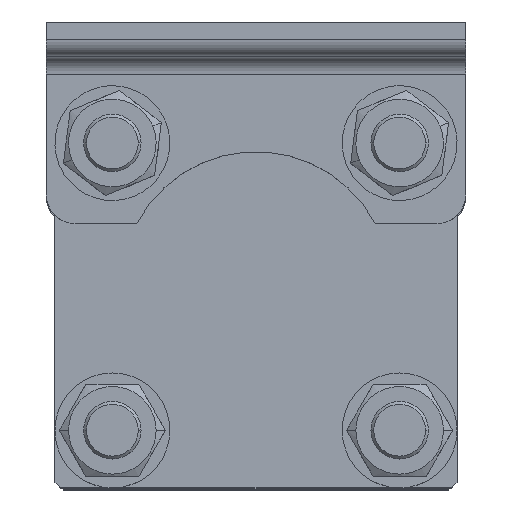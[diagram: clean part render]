
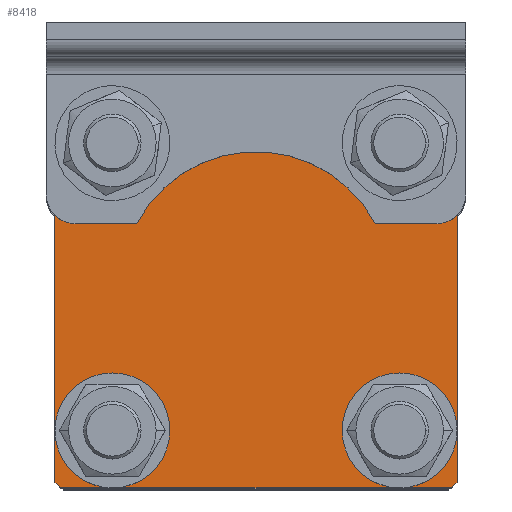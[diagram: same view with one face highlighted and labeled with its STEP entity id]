
A CAD part, top view. The second image highlights one B-rep face of the part: STEP entity #8418.
In plain terms, the highlighted planar face has unit normal (0, 0, 1).
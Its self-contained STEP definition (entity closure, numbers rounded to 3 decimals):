
#962 = CARTESIAN_POINT ( 'NONE',  ( 19.5, 25., 15. ) ) ;
#969 = CARTESIAN_POINT ( 'NONE',  ( 35., 34., 15. ) ) ;
#970 = VERTEX_POINT ( 'NONE', #7945 ) ;
#976 = VERTEX_POINT ( 'NONE', #962 ) ;
#979 = VERTEX_POINT ( 'NONE', #969 ) ;
#991 = VERTEX_POINT ( 'NONE', #7969 ) ;
#996 = VERTEX_POINT ( 'NONE', #7964 ) ;
#1003 = VERTEX_POINT ( 'NONE', #7957 ) ;
#1043 = DIRECTION ( 'NONE',  ( 0., 1., 0. ) ) ;
#1047 = CARTESIAN_POINT ( 'NONE',  ( 35., -35., 15. ) ) ;
#1050 = CARTESIAN_POINT ( 'NONE',  ( -35., -35., 15. ) ) ;
#1051 = DIRECTION ( 'NONE',  ( 1., 0., 0. ) ) ;
#1059 = CARTESIAN_POINT ( 'NONE',  ( -35., 35., 15. ) ) ;
#1060 = DIRECTION ( 'NONE',  ( -1., 0., 0. ) ) ;
#1067 = CARTESIAN_POINT ( 'NONE',  ( -35., -35., 15. ) ) ;
#1068 = DIRECTION ( 'NONE',  ( 0., -1., 0. ) ) ;
#1078 = CARTESIAN_POINT ( 'NONE',  ( -25., 25., 15. ) ) ;
#1079 = DIRECTION ( 'NONE',  ( 0., 0., -1. ) ) ;
#1080 = DIRECTION ( 'NONE',  ( -1., 0., 0. ) ) ;
#1081 = CARTESIAN_POINT ( 'NONE',  ( -25., -25., 15. ) ) ;
#1082 = DIRECTION ( 'NONE',  ( 0., 0., -1. ) ) ;
#1083 = DIRECTION ( 'NONE',  ( -1., 0., 0. ) ) ;
#1084 = CARTESIAN_POINT ( 'NONE',  ( -34., -35., 15. ) ) ;
#1085 = DIRECTION ( 'NONE',  ( 0.707, -0.707, 0. ) ) ;
#1086 = CARTESIAN_POINT ( 'NONE',  ( 25., -25., 15. ) ) ;
#1087 = DIRECTION ( 'NONE',  ( 0., 0., -1. ) ) ;
#1088 = DIRECTION ( 'NONE',  ( -1., 0., 0. ) ) ;
#1089 = CARTESIAN_POINT ( 'NONE',  ( 25., 25., 15. ) ) ;
#1090 = DIRECTION ( 'NONE',  ( 0., 0., -1. ) ) ;
#1091 = DIRECTION ( 'NONE',  ( -1., 0., 0. ) ) ;
#1153 = CARTESIAN_POINT ( 'NONE',  ( -30.5, 25., 15. ) ) ;
#1157 = CARTESIAN_POINT ( 'NONE',  ( -30.5, -25., 15. ) ) ;
#1162 = CARTESIAN_POINT ( 'NONE',  ( -19.5, -25., 15. ) ) ;
#1164 = CARTESIAN_POINT ( 'NONE',  ( -19.5, 25., 15. ) ) ;
#1175 = CARTESIAN_POINT ( 'NONE',  ( -35., -34., 15. ) ) ;
#1202 = CARTESIAN_POINT ( 'NONE',  ( -25., -25., 15. ) ) ;
#1203 = DIRECTION ( 'NONE',  ( 0., 0., -1. ) ) ;
#1204 = DIRECTION ( 'NONE',  ( -1., 0., 0. ) ) ;
#1493 = CARTESIAN_POINT ( 'NONE',  ( 0., 0., 15. ) ) ;
#1494 = DIRECTION ( 'NONE',  ( 0., 0., -1. ) ) ;
#1497 = PLANE ( 'NONE',  #4904 ) ;
#1500 = DIRECTION ( 'NONE',  ( -1., 0., 0. ) ) ;
#2205 = LINE ( 'NONE', #1047, #2207 ) ;
#2207 = VECTOR ( 'NONE', #1043, 1000. ) ;
#2210 = LINE ( 'NONE', #1059, #2213 ) ;
#2213 = VECTOR ( 'NONE', #1060, 1000. ) ;
#2218 = LINE ( 'NONE', #1067, #2221 ) ;
#2221 = VECTOR ( 'NONE', #1068, 1000. ) ;
#2224 = LINE ( 'NONE', #1050, #2226 ) ;
#2226 = VECTOR ( 'NONE', #1051, 1000. ) ;
#2227 = CIRCLE ( 'NONE', #4798, 5.5 ) ;
#2229 = CIRCLE ( 'NONE', #4796, 5.5 ) ;
#2231 = CIRCLE ( 'NONE', #4797, 5.5 ) ;
#2233 = CIRCLE ( 'NONE', #4799, 5.5 ) ;
#2234 = LINE ( 'NONE', #1084, #2236 ) ;
#2236 = VECTOR ( 'NONE', #1085, 1000. ) ;
#2263 = CIRCLE ( 'NONE', #4815, 5.5 ) ;
#2419 = FACE_BOUND ( 'NONE', #5763, .T. ) ;
#2422 = FACE_OUTER_BOUND ( 'NONE', #5721, .T. ) ;
#2423 = FACE_BOUND ( 'NONE', #5761, .T. ) ;
#2425 = FACE_BOUND ( 'NONE', #5758, .T. ) ;
#2426 = FACE_BOUND ( 'NONE', #5753, .T. ) ;
#2573 = EDGE_CURVE ( 'NONE', #6976, #6973, #5912, .T. ) ;
#4578 = AXIS2_PLACEMENT_3D ( 'NONE', #7954, #7953, #7952 ) ;
#4671 = AXIS2_PLACEMENT_3D ( 'NONE', #7609, #7610, #7611 ) ;
#4673 = AXIS2_PLACEMENT_3D ( 'NONE', #7654, #7655, #7656 ) ;
#4796 = AXIS2_PLACEMENT_3D ( 'NONE', #1078, #1079, #1080 ) ;
#4797 = AXIS2_PLACEMENT_3D ( 'NONE', #1081, #1082, #1083 ) ;
#4798 = AXIS2_PLACEMENT_3D ( 'NONE', #1086, #1087, #1088 ) ;
#4799 = AXIS2_PLACEMENT_3D ( 'NONE', #1089, #1090, #1091 ) ;
#4815 = AXIS2_PLACEMENT_3D ( 'NONE', #1202, #1203, #1204 ) ;
#4904 = AXIS2_PLACEMENT_3D ( 'NONE', #1493, #1494, #1500 ) ;
#5100 = EDGE_CURVE ( 'NONE', #5415, #5422, #6202, .T. ) ;
#5101 = EDGE_CURVE ( 'NONE', #979, #5419, #6200, .T. ) ;
#5102 = EDGE_CURVE ( 'NONE', #1003, #5420, #6201, .T. ) ;
#5276 = EDGE_CURVE ( 'NONE', #991, #970, #6236, .T. ) ;
#5313 = EDGE_CURVE ( 'NONE', #996, #976, #6246, .T. ) ;
#5415 = VERTEX_POINT ( 'NONE', #7701 ) ;
#5418 = VERTEX_POINT ( 'NONE', #7704 ) ;
#5419 = VERTEX_POINT ( 'NONE', #7705 ) ;
#5420 = VERTEX_POINT ( 'NONE', #7706 ) ;
#5422 = VERTEX_POINT ( 'NONE', #7708 ) ;
#5721 = EDGE_LOOP ( 'NONE', ( #7436, #7422, #7421, #7423, #7435, #7409, #7431, #7433 ) ) ;
#5753 = EDGE_LOOP ( 'NONE', ( #7447, #7446 ) ) ;
#5758 = EDGE_LOOP ( 'NONE', ( #7425, #7434 ) ) ;
#5761 = EDGE_LOOP ( 'NONE', ( #7448, #7451 ) ) ;
#5763 = EDGE_LOOP ( 'NONE', ( #7428, #7424 ) ) ;
#5912 = CIRCLE ( 'NONE', #4578, 5.5 ) ;
#6194 = VECTOR ( 'NONE', #6826, 1000. ) ;
#6197 = VECTOR ( 'NONE', #6828, 1000. ) ;
#6199 = VECTOR ( 'NONE', #6836, 1000. ) ;
#6200 = LINE ( 'NONE', #6830, #6197 ) ;
#6201 = LINE ( 'NONE', #6833, #6199 ) ;
#6202 = LINE ( 'NONE', #6824, #6194 ) ;
#6236 = CIRCLE ( 'NONE', #4671, 5.5 ) ;
#6246 = CIRCLE ( 'NONE', #4673, 5.5 ) ;
#6373 = EDGE_CURVE ( 'NONE', #5422, #979, #2205, .T. ) ;
#6376 = EDGE_CURVE ( 'NONE', #5419, #1003, #2210, .T. ) ;
#6380 = EDGE_CURVE ( 'NONE', #5420, #6988, #2218, .T. ) ;
#6383 = EDGE_CURVE ( 'NONE', #5418, #5415, #2224, .T. ) ;
#6386 = EDGE_CURVE ( 'NONE', #6973, #6976, #2229, .T. ) ;
#6387 = EDGE_CURVE ( 'NONE', #6971, #6972, #2231, .T. ) ;
#6388 = EDGE_CURVE ( 'NONE', #970, #991, #2227, .T. ) ;
#6389 = EDGE_CURVE ( 'NONE', #976, #996, #2233, .T. ) ;
#6390 = EDGE_CURVE ( 'NONE', #6988, #5418, #2234, .T. ) ;
#6824 = CARTESIAN_POINT ( 'NONE',  ( 35., -34., 15. ) ) ;
#6826 = DIRECTION ( 'NONE',  ( 0.707, 0.707, 0. ) ) ;
#6828 = DIRECTION ( 'NONE',  ( -0.707, 0.707, 0. ) ) ;
#6830 = CARTESIAN_POINT ( 'NONE',  ( 34., 35., 15. ) ) ;
#6833 = CARTESIAN_POINT ( 'NONE',  ( -35., 34., 15. ) ) ;
#6836 = DIRECTION ( 'NONE',  ( -0.707, -0.707, 0. ) ) ;
#6971 = VERTEX_POINT ( 'NONE', #1157 ) ;
#6972 = VERTEX_POINT ( 'NONE', #1162 ) ;
#6973 = VERTEX_POINT ( 'NONE', #1153 ) ;
#6976 = VERTEX_POINT ( 'NONE', #1164 ) ;
#6988 = VERTEX_POINT ( 'NONE', #1175 ) ;
#7409 = ORIENTED_EDGE ( 'NONE', *, *, #5101, .T. ) ;
#7421 = ORIENTED_EDGE ( 'NONE', *, *, #6383, .T. ) ;
#7422 = ORIENTED_EDGE ( 'NONE', *, *, #6390, .T. ) ;
#7423 = ORIENTED_EDGE ( 'NONE', *, *, #5100, .T. ) ;
#7424 = ORIENTED_EDGE ( 'NONE', *, *, #5276, .T. ) ;
#7425 = ORIENTED_EDGE ( 'NONE', *, *, #6389, .T. ) ;
#7428 = ORIENTED_EDGE ( 'NONE', *, *, #6388, .T. ) ;
#7431 = ORIENTED_EDGE ( 'NONE', *, *, #6376, .T. ) ;
#7433 = ORIENTED_EDGE ( 'NONE', *, *, #5102, .T. ) ;
#7434 = ORIENTED_EDGE ( 'NONE', *, *, #5313, .T. ) ;
#7435 = ORIENTED_EDGE ( 'NONE', *, *, #6373, .T. ) ;
#7436 = ORIENTED_EDGE ( 'NONE', *, *, #6380, .T. ) ;
#7446 = ORIENTED_EDGE ( 'NONE', *, *, #7988, .T. ) ;
#7447 = ORIENTED_EDGE ( 'NONE', *, *, #6387, .T. ) ;
#7448 = ORIENTED_EDGE ( 'NONE', *, *, #6386, .T. ) ;
#7451 = ORIENTED_EDGE ( 'NONE', *, *, #2573, .T. ) ;
#7609 = CARTESIAN_POINT ( 'NONE',  ( 25., -25., 15. ) ) ;
#7610 = DIRECTION ( 'NONE',  ( 0., 0., -1. ) ) ;
#7611 = DIRECTION ( 'NONE',  ( -1., 0., 0. ) ) ;
#7654 = CARTESIAN_POINT ( 'NONE',  ( 25., 25., 15. ) ) ;
#7655 = DIRECTION ( 'NONE',  ( 0., 0., -1. ) ) ;
#7656 = DIRECTION ( 'NONE',  ( -1., 0., 0. ) ) ;
#7701 = CARTESIAN_POINT ( 'NONE',  ( 34., -35., 15. ) ) ;
#7704 = CARTESIAN_POINT ( 'NONE',  ( -34., -35., 15. ) ) ;
#7705 = CARTESIAN_POINT ( 'NONE',  ( 34., 35., 15. ) ) ;
#7706 = CARTESIAN_POINT ( 'NONE',  ( -35., 34., 15. ) ) ;
#7708 = CARTESIAN_POINT ( 'NONE',  ( 35., -34., 15. ) ) ;
#7945 = CARTESIAN_POINT ( 'NONE',  ( 19.5, -25., 15. ) ) ;
#7952 = DIRECTION ( 'NONE',  ( -1., 0., 0. ) ) ;
#7953 = DIRECTION ( 'NONE',  ( 0., 0., -1. ) ) ;
#7954 = CARTESIAN_POINT ( 'NONE',  ( -25., 25., 15. ) ) ;
#7957 = CARTESIAN_POINT ( 'NONE',  ( -34., 35., 15. ) ) ;
#7964 = CARTESIAN_POINT ( 'NONE',  ( 30.5, 25., 15. ) ) ;
#7969 = CARTESIAN_POINT ( 'NONE',  ( 30.5, -25., 15. ) ) ;
#7988 = EDGE_CURVE ( 'NONE', #6972, #6971, #2263, .T. ) ;
#8418 = ADVANCED_FACE ( 'NONE', ( #2423, #2426, #2419, #2425, #2422 ), #1497, .F. ) ;
